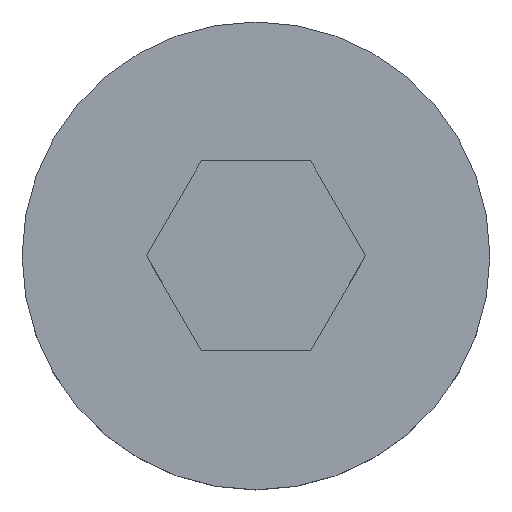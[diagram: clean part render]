
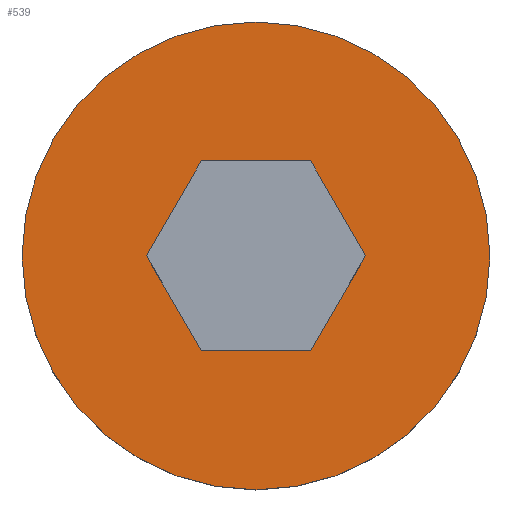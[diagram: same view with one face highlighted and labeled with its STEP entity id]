
A CAD part, top view. The second image highlights one B-rep face of the part: STEP entity #539.
In plain terms, the highlighted planar face has unit normal (0, 0, 1).
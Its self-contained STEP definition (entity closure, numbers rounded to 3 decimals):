
#19 = ORIENTED_EDGE ( 'NONE', *, *, #693, .F. ) ;
#23 = DIRECTION ( 'NONE',  ( 0.5, -0.866, 0. ) ) ;
#38 = EDGE_CURVE ( 'NONE', #751, #1067, #349, .T. ) ;
#66 = ORIENTED_EDGE ( 'NONE', *, *, #1361, .F. ) ;
#71 = ORIENTED_EDGE ( 'NONE', *, *, #1056, .F. ) ;
#86 = VERTEX_POINT ( 'NONE', #260 ) ;
#110 = VECTOR ( 'NONE', #1204, 1000. ) ;
#119 = EDGE_CURVE ( 'NONE', #1067, #751, #773, .T. ) ;
#138 = VERTEX_POINT ( 'NONE', #1009 ) ;
#186 = CARTESIAN_POINT ( 'NONE',  ( 7.4, 0., 2.8 ) ) ;
#211 = CARTESIAN_POINT ( 'NONE',  ( -3.464, 0., 2.8 ) ) ;
#253 = DIRECTION ( 'NONE',  ( 1., 0., 0. ) ) ;
#260 = CARTESIAN_POINT ( 'NONE',  ( -3.464, 0., 2.8 ) ) ;
#262 = DIRECTION ( 'NONE',  ( -1., 0., 0. ) ) ;
#290 = CARTESIAN_POINT ( 'NONE',  ( -1.732, 3., 2.8 ) ) ;
#293 = DIRECTION ( 'NONE',  ( 1., 0., 0. ) ) ;
#349 = CIRCLE ( 'NONE', #952, 7.4 ) ;
#354 = VECTOR ( 'NONE', #23, 1000. ) ;
#365 = CARTESIAN_POINT ( 'NONE',  ( 1.732, -3., 2.8 ) ) ;
#387 = ORIENTED_EDGE ( 'NONE', *, *, #1177, .F. ) ;
#394 = CARTESIAN_POINT ( 'NONE',  ( -7.4, 0., 2.8 ) ) ;
#444 = LINE ( 'NONE', #1061, #1310 ) ;
#478 = ORIENTED_EDGE ( 'NONE', *, *, #119, .T. ) ;
#485 = CARTESIAN_POINT ( 'NONE',  ( 0., 0., 2.8 ) ) ;
#495 = ORIENTED_EDGE ( 'NONE', *, *, #565, .F. ) ;
#498 = VERTEX_POINT ( 'NONE', #858 ) ;
#515 = LINE ( 'NONE', #1252, #1308 ) ;
#539 = ADVANCED_FACE ( 'NONE', ( #997, #1006 ), #1339, .T. ) ;
#565 = EDGE_CURVE ( 'NONE', #138, #1120, #1113, .T. ) ;
#569 = EDGE_LOOP ( 'NONE', ( #387, #1369, #66, #19, #495, #71 ) ) ;
#601 = CARTESIAN_POINT ( 'NONE',  ( 0., 0., 2.8 ) ) ;
#617 = DIRECTION ( 'NONE',  ( 0.5, 0.866, 0. ) ) ;
#693 = EDGE_CURVE ( 'NONE', #1120, #86, #886, .T. ) ;
#695 = DIRECTION ( 'NONE',  ( 0., 0., 1. ) ) ;
#709 = CARTESIAN_POINT ( 'NONE',  ( 0., 0., 2.8 ) ) ;
#751 = VERTEX_POINT ( 'NONE', #186 ) ;
#773 = CIRCLE ( 'NONE', #974, 7.4 ) ;
#781 = LINE ( 'NONE', #1215, #1040 ) ;
#784 = CARTESIAN_POINT ( 'NONE',  ( -1.732, 3., 2.8 ) ) ;
#805 = ORIENTED_EDGE ( 'NONE', *, *, #38, .T. ) ;
#858 = CARTESIAN_POINT ( 'NONE',  ( -1.732, -3., 2.8 ) ) ;
#878 = CARTESIAN_POINT ( 'NONE',  ( 3.464, 0., 2.8 ) ) ;
#886 = LINE ( 'NONE', #784, #110 ) ;
#901 = EDGE_CURVE ( 'NONE', #498, #933, #515, .T. ) ;
#933 = VERTEX_POINT ( 'NONE', #365 ) ;
#952 = AXIS2_PLACEMENT_3D ( 'NONE', #709, #1232, #1119 ) ;
#974 = AXIS2_PLACEMENT_3D ( 'NONE', #485, #695, #1320 ) ;
#997 = FACE_BOUND ( 'NONE', #569, .T. ) ;
#1004 = VERTEX_POINT ( 'NONE', #878 ) ;
#1006 = FACE_OUTER_BOUND ( 'NONE', #1174, .T. ) ;
#1009 = CARTESIAN_POINT ( 'NONE',  ( 1.732, 3., 2.8 ) ) ;
#1040 = VECTOR ( 'NONE', #1117, 1000. ) ;
#1056 = EDGE_CURVE ( 'NONE', #1004, #138, #781, .T. ) ;
#1061 = CARTESIAN_POINT ( 'NONE',  ( 1.732, -3., 2.8 ) ) ;
#1067 = VERTEX_POINT ( 'NONE', #394 ) ;
#1077 = VECTOR ( 'NONE', #262, 1000. ) ;
#1090 = LINE ( 'NONE', #211, #354 ) ;
#1099 = AXIS2_PLACEMENT_3D ( 'NONE', #601, #1212, #253 ) ;
#1113 = LINE ( 'NONE', #1322, #1077 ) ;
#1117 = DIRECTION ( 'NONE',  ( -0.5, 0.866, 0. ) ) ;
#1119 = DIRECTION ( 'NONE',  ( 1., 0., 0. ) ) ;
#1120 = VERTEX_POINT ( 'NONE', #290 ) ;
#1174 = EDGE_LOOP ( 'NONE', ( #478, #805 ) ) ;
#1177 = EDGE_CURVE ( 'NONE', #933, #1004, #444, .T. ) ;
#1204 = DIRECTION ( 'NONE',  ( -0.5, -0.866, 0. ) ) ;
#1212 = DIRECTION ( 'NONE',  ( 0., 0., 1. ) ) ;
#1215 = CARTESIAN_POINT ( 'NONE',  ( 3.464, 0., 2.8 ) ) ;
#1232 = DIRECTION ( 'NONE',  ( 0., 0., 1. ) ) ;
#1252 = CARTESIAN_POINT ( 'NONE',  ( -1.732, -3., 2.8 ) ) ;
#1308 = VECTOR ( 'NONE', #293, 1000. ) ;
#1310 = VECTOR ( 'NONE', #617, 1000. ) ;
#1320 = DIRECTION ( 'NONE',  ( 1., 0., 0. ) ) ;
#1322 = CARTESIAN_POINT ( 'NONE',  ( 1.732, 3., 2.8 ) ) ;
#1339 = PLANE ( 'NONE',  #1099 ) ;
#1361 = EDGE_CURVE ( 'NONE', #86, #498, #1090, .T. ) ;
#1369 = ORIENTED_EDGE ( 'NONE', *, *, #901, .F. ) ;
